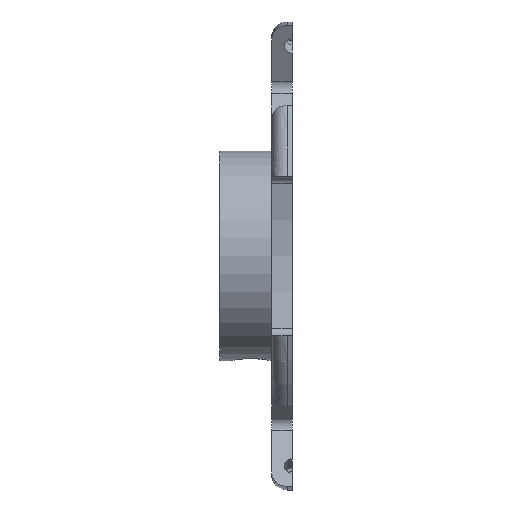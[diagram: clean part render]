
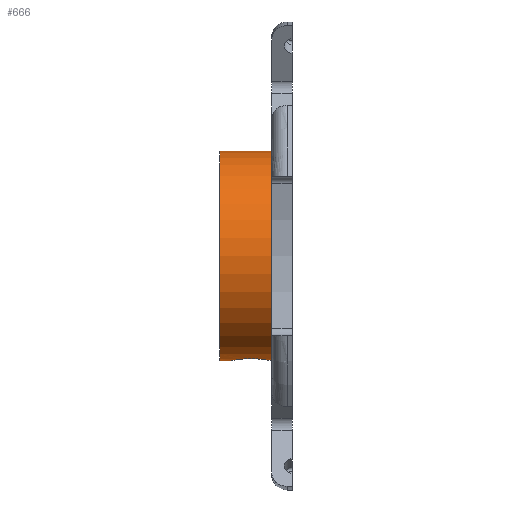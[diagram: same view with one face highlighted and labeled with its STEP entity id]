
A CAD part, left-side view. The second image highlights one B-rep face of the part: STEP entity #666.
In plain terms, the highlighted cylindrical face has radius 20.15 mm (diameter 40.3 mm), a partial arc.
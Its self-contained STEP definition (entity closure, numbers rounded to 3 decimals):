
#41 = CARTESIAN_POINT ( 'NONE',  ( -3.795, 6.709, -19.79 ) ) ;
#58 = CARTESIAN_POINT ( 'NONE',  ( -3.181, 5.561, -19.898 ) ) ;
#61 = EDGE_CURVE ( 'NONE', #1909, #176, #2375, .T. ) ;
#94 = CARTESIAN_POINT ( 'NONE',  ( -3.593, 9.777, -19.827 ) ) ;
#136 = ORIENTED_EDGE ( 'NONE', *, *, #3339, .T. ) ;
#158 = CIRCLE ( 'NONE', #2819, 20.15 ) ;
#165 = CARTESIAN_POINT ( 'NONE',  ( -2.643, 11.014, -19.977 ) ) ;
#176 = VERTEX_POINT ( 'NONE', #2400 ) ;
#275 = ORIENTED_EDGE ( 'NONE', *, *, #471, .T. ) ;
#281 = CARTESIAN_POINT ( 'NONE',  ( 0., 4., -20.15 ) ) ;
#299 = CARTESIAN_POINT ( 'NONE',  ( 0., 14., 20.15 ) ) ;
#300 = EDGE_CURVE ( 'NONE', #176, #3237, #2354, .T. ) ;
#352 = EDGE_LOOP ( 'NONE', ( #864, #882, #136, #3487, #2063, #275 ) ) ;
#380 = DIRECTION ( 'NONE',  ( 0., 0., 1. ) ) ;
#384 = CARTESIAN_POINT ( 'NONE',  ( 0., 12., -20.15 ) ) ;
#471 = EDGE_CURVE ( 'NONE', #3237, #1454, #1145, .T. ) ;
#518 = VECTOR ( 'NONE', #2169, 1000. ) ;
#534 = CARTESIAN_POINT ( 'NONE',  ( 0., 14., 20.15 ) ) ;
#550 = CARTESIAN_POINT ( 'NONE',  ( -2.445, 4.823, -20.002 ) ) ;
#633 = CARTESIAN_POINT ( 'NONE',  ( -3.012, 10.645, -19.924 ) ) ;
#652 = CARTESIAN_POINT ( 'NONE',  ( -2.007, 11.47, -20.051 ) ) ;
#662 = CYLINDRICAL_SURFACE ( 'NONE', #970, 20.15 ) ;
#666 = ADVANCED_FACE ( 'NONE', ( #2758 ), #662, .T. ) ;
#671 = CARTESIAN_POINT ( 'NONE',  ( 0., 14., -20.15 ) ) ;
#680 = CARTESIAN_POINT ( 'NONE',  ( -1.777, 4.407, -20.073 ) ) ;
#701 = CARTESIAN_POINT ( 'NONE',  ( 0., 4., 20.15 ) ) ;
#704 = AXIS2_PLACEMENT_3D ( 'NONE', #1518, #1006, #3181 ) ;
#707 = CARTESIAN_POINT ( 'NONE',  ( -2.442, 11.179, -20.003 ) ) ;
#786 = LINE ( 'NONE', #299, #518 ) ;
#819 = CARTESIAN_POINT ( 'NONE',  ( -3.974, 7.476, -19.754 ) ) ;
#864 = ORIENTED_EDGE ( 'NONE', *, *, #2029, .F. ) ;
#882 = ORIENTED_EDGE ( 'NONE', *, *, #2425, .F. ) ;
#928 = CARTESIAN_POINT ( 'NONE',  ( -0.261, 12., -20.15 ) ) ;
#970 = AXIS2_PLACEMENT_3D ( 'NONE', #3390, #1405, #3323 ) ;
#1006 = DIRECTION ( 'NONE',  ( 0., 1., 0. ) ) ;
#1145 = CIRCLE ( 'NONE', #704, 20.15 ) ;
#1173 = CARTESIAN_POINT ( 'NONE',  ( -3.872, 9.038, -19.775 ) ) ;
#1212 = CARTESIAN_POINT ( 'NONE',  ( 0., 4., -20.15 ) ) ;
#1363 = VERTEX_POINT ( 'NONE', #534 ) ;
#1405 = DIRECTION ( 'NONE',  ( 0., -1., 0. ) ) ;
#1411 = CARTESIAN_POINT ( 'NONE',  ( -4., 8., -19.749 ) ) ;
#1434 = CARTESIAN_POINT ( 'NONE',  ( -3.181, 10.44, -19.898 ) ) ;
#1454 = VERTEX_POINT ( 'NONE', #701 ) ;
#1518 = CARTESIAN_POINT ( 'NONE',  ( 0., 4., 0. ) ) ;
#1660 = VERTEX_POINT ( 'NONE', #2279 ) ;
#1725 = CARTESIAN_POINT ( 'NONE',  ( -4., 8.264, -19.749 ) ) ;
#1779 = CARTESIAN_POINT ( 'NONE',  ( -1.291, 11.795, -20.11 ) ) ;
#1909 = VERTEX_POINT ( 'NONE', #3239 ) ;
#1934 = CARTESIAN_POINT ( 'NONE',  ( -3.872, 6.964, -19.775 ) ) ;
#1944 = VECTOR ( 'NONE', #2225, 1000. ) ;
#1961 = LINE ( 'NONE', #671, #1944 ) ;
#1970 = CARTESIAN_POINT ( 'NONE',  ( -2.007, 4.53, -20.051 ) ) ;
#2009 = CARTESIAN_POINT ( 'NONE',  ( 0., 14., 0. ) ) ;
#2013 = CARTESIAN_POINT ( 'NONE',  ( -3.795, 9.291, -19.79 ) ) ;
#2029 = EDGE_CURVE ( 'NONE', #1363, #1454, #786, .T. ) ;
#2063 = ORIENTED_EDGE ( 'NONE', *, *, #300, .T. ) ;
#2142 = CARTESIAN_POINT ( 'NONE',  ( -2.646, 4.989, -19.976 ) ) ;
#2169 = DIRECTION ( 'NONE',  ( 0., -1., 0. ) ) ;
#2225 = DIRECTION ( 'NONE',  ( 0., -1., 0. ) ) ;
#2253 = CARTESIAN_POINT ( 'NONE',  ( -3.974, 8.527, -19.754 ) ) ;
#2279 = CARTESIAN_POINT ( 'NONE',  ( 0., 14., -20.15 ) ) ;
#2301 = CARTESIAN_POINT ( 'NONE',  ( -0.526, 4.026, -20.145 ) ) ;
#2354 = B_SPLINE_CURVE_WITH_KNOTS ( 'NONE', 3,
 ( #1411, #3252, #819, #1934, #41, #2469, #2975, #58, #3495, #2142, #550, #1970, #680, #2783, #2856, #2301, #3131, #1212 ),
 .UNSPECIFIED., .F., .F.,
 ( 4, 2, 2, 2, 2, 2, 2, 2, 4 ),
 ( 0.019, 0.02, 0.02, 0.021, 0.022, 0.023, 0.024, 0.024, 0.025 ),
 .UNSPECIFIED. ) ;
#2375 = B_SPLINE_CURVE_WITH_KNOTS ( 'NONE', 3,
 ( #384, #928, #3133, #2583, #1779, #2787, #652, #707, #165, #633, #1434, #2510, #94, #2013, #1173, #2253, #1725, #2805 ),
 .UNSPECIFIED., .F., .F.,
 ( 4, 2, 2, 2, 2, 2, 2, 2, 4 ),
 ( 0.013, 0.013, 0.014, 0.015, 0.016, 0.016, 0.017, 0.018, 0.019 ),
 .UNSPECIFIED. ) ;
#2400 = CARTESIAN_POINT ( 'NONE',  ( -4., 8., -19.749 ) ) ;
#2425 = EDGE_CURVE ( 'NONE', #1660, #1363, #158, .T. ) ;
#2469 = CARTESIAN_POINT ( 'NONE',  ( -3.594, 6.226, -19.827 ) ) ;
#2506 = DIRECTION ( 'NONE',  ( 0., 1., 0. ) ) ;
#2510 = CARTESIAN_POINT ( 'NONE',  ( -3.47, 10.006, -19.849 ) ) ;
#2583 = CARTESIAN_POINT ( 'NONE',  ( -1.04, 11.871, -20.125 ) ) ;
#2758 = FACE_OUTER_BOUND ( 'NONE', #352, .T. ) ;
#2783 = CARTESIAN_POINT ( 'NONE',  ( -1.296, 4.207, -20.11 ) ) ;
#2787 = CARTESIAN_POINT ( 'NONE',  ( -1.773, 11.595, -20.073 ) ) ;
#2805 = CARTESIAN_POINT ( 'NONE',  ( -4., 8., -19.749 ) ) ;
#2819 = AXIS2_PLACEMENT_3D ( 'NONE', #2009, #2506, #380 ) ;
#2856 = CARTESIAN_POINT ( 'NONE',  ( -1.042, 4.129, -20.125 ) ) ;
#2975 = CARTESIAN_POINT ( 'NONE',  ( -3.472, 5.996, -19.849 ) ) ;
#3131 = CARTESIAN_POINT ( 'NONE',  ( -0.265, 4., -20.15 ) ) ;
#3133 = CARTESIAN_POINT ( 'NONE',  ( -0.522, 11.975, -20.145 ) ) ;
#3181 = DIRECTION ( 'NONE',  ( 0., 0., 1. ) ) ;
#3237 = VERTEX_POINT ( 'NONE', #281 ) ;
#3239 = CARTESIAN_POINT ( 'NONE',  ( 0., 12., -20.15 ) ) ;
#3252 = CARTESIAN_POINT ( 'NONE',  ( -4., 7.736, -19.749 ) ) ;
#3323 = DIRECTION ( 'NONE',  ( 0., 0., -1. ) ) ;
#3339 = EDGE_CURVE ( 'NONE', #1660, #1909, #1961, .T. ) ;
#3390 = CARTESIAN_POINT ( 'NONE',  ( 0., 14., 0. ) ) ;
#3487 = ORIENTED_EDGE ( 'NONE', *, *, #61, .T. ) ;
#3495 = CARTESIAN_POINT ( 'NONE',  ( -3.013, 5.357, -19.924 ) ) ;
